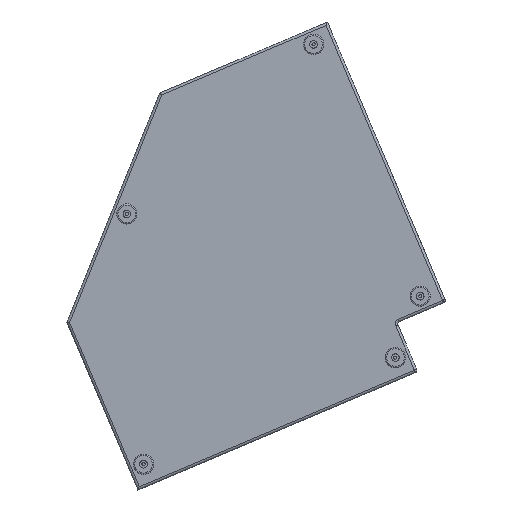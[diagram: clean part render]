
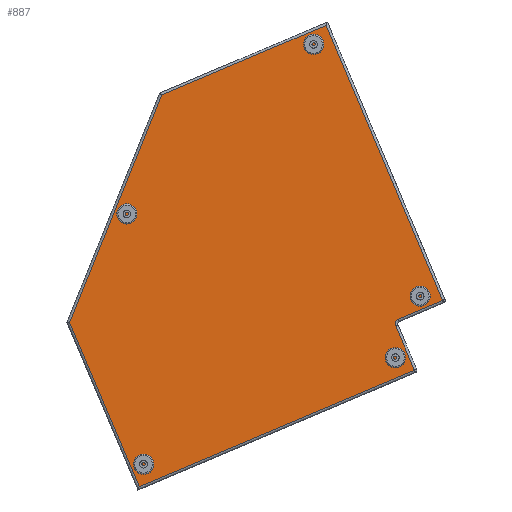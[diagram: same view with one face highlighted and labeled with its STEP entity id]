
A CAD part, front view. The second image highlights one B-rep face of the part: STEP entity #887.
In plain terms, the highlighted planar face has unit normal (0, -1, 0).
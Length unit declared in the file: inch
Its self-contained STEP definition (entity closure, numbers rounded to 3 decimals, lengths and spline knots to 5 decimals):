
#58=PLANE('',#976);
#160=FACE_OUTER_BOUND('',#215,.T.);
#215=EDGE_LOOP('',(#717,#718,#719,#720,#721,#722,#723,#724));
#265=LINE('',#1616,#318);
#267=LINE('',#1626,#320);
#269=LINE('',#1631,#322);
#274=LINE('',#1640,#327);
#277=LINE('',#1647,#330);
#280=LINE('',#1655,#333);
#282=LINE('',#1659,#335);
#318=VECTOR('',#1118,4.75);
#320=VECTOR('',#1130,29.5);
#322=VECTOR('',#1138,4.75);
#327=VECTOR('',#1147,17.64645);
#330=VECTOR('',#1156,29.5);
#333=VECTOR('',#1163,24.18808);
#335=VECTOR('',#1169,17.64645);
#373=CIRCLE('',#948,0.5);
#420=VERTEX_POINT('',#1600);
#425=VERTEX_POINT('',#1610);
#426=VERTEX_POINT('',#1612);
#427=VERTEX_POINT('',#1619);
#429=VERTEX_POINT('',#1625);
#431=VERTEX_POINT('',#1639);
#432=VERTEX_POINT('',#1646);
#435=VERTEX_POINT('',#1654);
#510=EDGE_CURVE('',#425,#426,#373,.T.);
#512=EDGE_CURVE('',#420,#425,#265,.T.);
#517=EDGE_CURVE('',#427,#429,#267,.T.);
#520=EDGE_CURVE('',#426,#427,#269,.T.);
#525=EDGE_CURVE('',#429,#431,#274,.T.);
#529=EDGE_CURVE('',#432,#420,#277,.T.);
#533=EDGE_CURVE('',#431,#435,#280,.T.);
#536=EDGE_CURVE('',#435,#432,#282,.T.);
#717=ORIENTED_EDGE('',*,*,#517,.F.);
#718=ORIENTED_EDGE('',*,*,#520,.F.);
#719=ORIENTED_EDGE('',*,*,#510,.F.);
#720=ORIENTED_EDGE('',*,*,#512,.F.);
#721=ORIENTED_EDGE('',*,*,#529,.F.);
#722=ORIENTED_EDGE('',*,*,#536,.F.);
#723=ORIENTED_EDGE('',*,*,#533,.F.);
#724=ORIENTED_EDGE('',*,*,#525,.F.);
#887=ADVANCED_FACE('',(#160),#58,.T.);
#948=AXIS2_PLACEMENT_3D('',#1613,#1112,#1113);
#976=AXIS2_PLACEMENT_3D('',#1682,#1193,#1194);
#1112=DIRECTION('center_axis',(0.,-1.,0.));
#1113=DIRECTION('ref_axis',(-0.707,0.,0.707));
#1118=DIRECTION('',(-1.,0.,0.));
#1130=DIRECTION('',(-1.,0.,0.));
#1138=DIRECTION('',(0.,0.,-1.));
#1147=DIRECTION('',(0.,0.,1.));
#1156=DIRECTION('',(0.,0.,-1.));
#1163=DIRECTION('',(0.707,0.,0.707));
#1169=DIRECTION('',(1.,0.,0.));
#1193=DIRECTION('center_axis',(0.,-1.,0.));
#1194=DIRECTION('ref_axis',(1.,0.,0.));
#1600=CARTESIAN_POINT('',(35.,0.,5.5));
#1610=CARTESIAN_POINT('',(30.25,0.,5.5));
#1612=CARTESIAN_POINT('',(29.75,0.,5.));
#1613=CARTESIAN_POINT('Origin',(30.25,0.,5.));
#1616=CARTESIAN_POINT('',(8.625,0.,5.5));
#1619=CARTESIAN_POINT('',(29.75,0.,0.25));
#1625=CARTESIAN_POINT('',(0.25,0.,0.25));
#1626=CARTESIAN_POINT('',(9.16699,0.,0.25));
#1631=CARTESIAN_POINT('',(29.75,0.,0.));
#1639=CARTESIAN_POINT('',(0.25,0.,17.89645));
#1640=CARTESIAN_POINT('',(0.25,0.,0.));
#1646=CARTESIAN_POINT('',(35.,0.,35.));
#1647=CARTESIAN_POINT('',(35.,0.,8.45801));
#1654=CARTESIAN_POINT('',(17.35355,0.,35.));
#1655=CARTESIAN_POINT('',(-4.32322,0.,13.32322));
#1659=CARTESIAN_POINT('',(8.625,0.,35.));
#1682=CARTESIAN_POINT('Origin',(0.,0.,0.));
